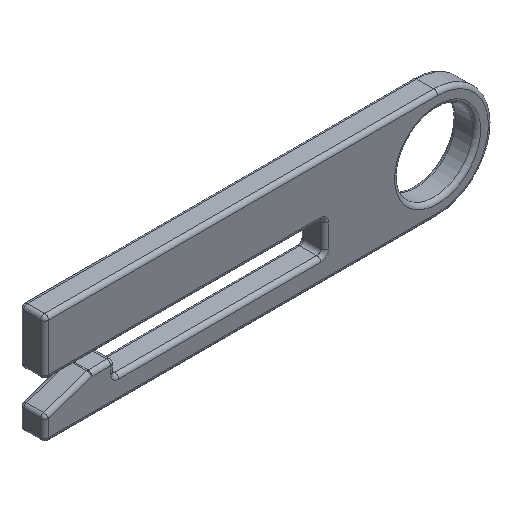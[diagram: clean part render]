
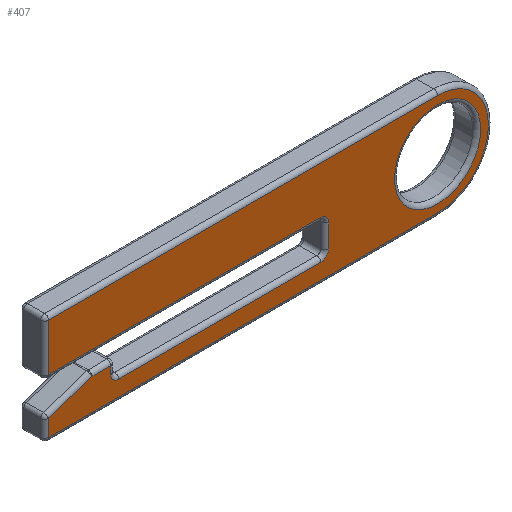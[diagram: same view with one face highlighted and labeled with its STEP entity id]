
A CAD part, isometric view. The second image highlights one B-rep face of the part: STEP entity #407.
In plain terms, the highlighted planar face has unit normal (0, -1, 0).
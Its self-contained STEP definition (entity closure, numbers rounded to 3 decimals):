
#128 = VERTEX_POINT('',#129);
#129 = CARTESIAN_POINT('',(28.,-3.2,10.063));
#136 = EDGE_CURVE('',#128,#137,#139,.T.);
#137 = VERTEX_POINT('',#138);
#138 = CARTESIAN_POINT('',(-22.,-3.2,10.063));
#139 = LINE('',#140,#141);
#140 = CARTESIAN_POINT('',(28.,-3.2,10.063));
#141 = VECTOR('',#142,1.);
#142 = DIRECTION('',(-1.,-0.,0.));
#251 = VERTEX_POINT('',#252);
#252 = CARTESIAN_POINT('',(28.,-3.2,-3.));
#261 = EDGE_CURVE('',#251,#128,#262,.T.);
#262 = CIRCLE('',#263,6.531);
#263 = AXIS2_PLACEMENT_3D('',#264,#265,#266);
#264 = CARTESIAN_POINT('',(28.,-3.2,3.531));
#265 = DIRECTION('',(0.,-1.,0.));
#266 = DIRECTION('',(0.,0.,-1.));
#407 = ADVANCED_FACE('',(#408,#509),#520,.F.);
#408 = FACE_BOUND('',#409,.F.);
#409 = EDGE_LOOP('',(#410,#418,#426,#434,#442,#450,#459,#467,#476,#484,
    #493,#501,#507,#508));
#410 = ORIENTED_EDGE('',*,*,#411,.F.);
#411 = EDGE_CURVE('',#412,#251,#414,.T.);
#412 = VERTEX_POINT('',#413);
#413 = CARTESIAN_POINT('',(-22.,-3.2,-3.));
#414 = LINE('',#415,#416);
#415 = CARTESIAN_POINT('',(-22.5,-3.2,-3.));
#416 = VECTOR('',#417,1.);
#417 = DIRECTION('',(1.,0.,0.));
#418 = ORIENTED_EDGE('',*,*,#419,.F.);
#419 = EDGE_CURVE('',#420,#412,#422,.T.);
#420 = VERTEX_POINT('',#421);
#421 = CARTESIAN_POINT('',(-22.,-3.2,-0.86));
#422 = LINE('',#423,#424);
#423 = CARTESIAN_POINT('',(-22.,-3.2,-0.5));
#424 = VECTOR('',#425,1.);
#425 = DIRECTION('',(0.,0.,-1.));
#426 = ORIENTED_EDGE('',*,*,#427,.F.);
#427 = EDGE_CURVE('',#428,#420,#430,.T.);
#428 = VERTEX_POINT('',#429);
#429 = CARTESIAN_POINT('',(-16.419,-3.2,1.));
#430 = LINE('',#431,#432);
#431 = CARTESIAN_POINT('',(-16.342,-3.2,1.026));
#432 = VECTOR('',#433,1.);
#433 = DIRECTION('',(-0.949,0.,-0.316
    ));
#434 = ORIENTED_EDGE('',*,*,#435,.F.);
#435 = EDGE_CURVE('',#436,#428,#438,.T.);
#436 = VERTEX_POINT('',#437);
#437 = CARTESIAN_POINT('',(-14.,-3.2,1.));
#438 = LINE('',#439,#440);
#439 = CARTESIAN_POINT('',(-13.5,-3.2,1.));
#440 = VECTOR('',#441,1.);
#441 = DIRECTION('',(-1.,-0.,0.));
#442 = ORIENTED_EDGE('',*,*,#443,.F.);
#443 = EDGE_CURVE('',#444,#436,#446,.T.);
#444 = VERTEX_POINT('',#445);
#445 = CARTESIAN_POINT('',(-14.,-3.2,0.));
#446 = LINE('',#447,#448);
#447 = CARTESIAN_POINT('',(-14.,-3.2,-0.5));
#448 = VECTOR('',#449,1.);
#449 = DIRECTION('',(0.,0.,1.));
#450 = ORIENTED_EDGE('',*,*,#451,.F.);
#451 = EDGE_CURVE('',#452,#444,#454,.T.);
#452 = VERTEX_POINT('',#453);
#453 = CARTESIAN_POINT('',(-13.,-3.2,-1.));
#454 = CIRCLE('',#455,1.);
#455 = AXIS2_PLACEMENT_3D('',#456,#457,#458);
#456 = CARTESIAN_POINT('',(-13.,-3.2,0.));
#457 = DIRECTION('',(0.,1.,0.));
#458 = DIRECTION('',(0.,0.,-1.));
#459 = ORIENTED_EDGE('',*,*,#460,.F.);
#460 = EDGE_CURVE('',#461,#452,#463,.T.);
#461 = VERTEX_POINT('',#462);
#462 = CARTESIAN_POINT('',(13.,-3.2,-1.));
#463 = LINE('',#464,#465);
#464 = CARTESIAN_POINT('',(13.5,-3.2,-1.));
#465 = VECTOR('',#466,1.);
#466 = DIRECTION('',(-1.,-0.,0.));
#467 = ORIENTED_EDGE('',*,*,#468,.F.);
#468 = EDGE_CURVE('',#469,#461,#471,.T.);
#469 = VERTEX_POINT('',#470);
#470 = CARTESIAN_POINT('',(14.,-3.2,0.));
#471 = CIRCLE('',#472,1.);
#472 = AXIS2_PLACEMENT_3D('',#473,#474,#475);
#473 = CARTESIAN_POINT('',(13.,-3.2,0.));
#474 = DIRECTION('',(0.,1.,0.));
#475 = DIRECTION('',(1.,0.,0.));
#476 = ORIENTED_EDGE('',*,*,#477,.F.);
#477 = EDGE_CURVE('',#478,#469,#480,.T.);
#478 = VERTEX_POINT('',#479);
#479 = CARTESIAN_POINT('',(14.,-3.2,3.));
#480 = LINE('',#481,#482);
#481 = CARTESIAN_POINT('',(14.,-3.2,3.5));
#482 = VECTOR('',#483,1.);
#483 = DIRECTION('',(0.,0.,-1.));
#484 = ORIENTED_EDGE('',*,*,#485,.F.);
#485 = EDGE_CURVE('',#486,#478,#488,.T.);
#486 = VERTEX_POINT('',#487);
#487 = CARTESIAN_POINT('',(13.,-3.2,4.));
#488 = CIRCLE('',#489,1.);
#489 = AXIS2_PLACEMENT_3D('',#490,#491,#492);
#490 = CARTESIAN_POINT('',(13.,-3.2,3.));
#491 = DIRECTION('',(0.,1.,0.));
#492 = DIRECTION('',(0.,0.,1.));
#493 = ORIENTED_EDGE('',*,*,#494,.F.);
#494 = EDGE_CURVE('',#495,#486,#497,.T.);
#495 = VERTEX_POINT('',#496);
#496 = CARTESIAN_POINT('',(-22.,-3.2,4.));
#497 = LINE('',#498,#499);
#498 = CARTESIAN_POINT('',(-22.5,-3.2,4.));
#499 = VECTOR('',#500,1.);
#500 = DIRECTION('',(1.,0.,0.));
#501 = ORIENTED_EDGE('',*,*,#502,.F.);
#502 = EDGE_CURVE('',#137,#495,#503,.T.);
#503 = LINE('',#504,#505);
#504 = CARTESIAN_POINT('',(-22.,-3.2,10.563));
#505 = VECTOR('',#506,1.);
#506 = DIRECTION('',(0.,0.,-1.));
#507 = ORIENTED_EDGE('',*,*,#136,.F.);
#508 = ORIENTED_EDGE('',*,*,#261,.F.);
#509 = FACE_BOUND('',#510,.F.);
#510 = EDGE_LOOP('',(#511));
#511 = ORIENTED_EDGE('',*,*,#512,.T.);
#512 = EDGE_CURVE('',#513,#513,#515,.T.);
#513 = VERTEX_POINT('',#514);
#514 = CARTESIAN_POINT('',(33.531,-3.2,3.531));
#515 = CIRCLE('',#516,5.531);
#516 = AXIS2_PLACEMENT_3D('',#517,#518,#519);
#517 = CARTESIAN_POINT('',(28.,-3.2,3.531));
#518 = DIRECTION('',(0.,-1.,0.));
#519 = DIRECTION('',(1.,0.,0.));
#520 = PLANE('',#521);
#521 = AXIS2_PLACEMENT_3D('',#522,#523,#524);
#522 = CARTESIAN_POINT('',(4.887,-3.2,2.934));
#523 = DIRECTION('',(0.,1.,0.));
#524 = DIRECTION('',(0.,0.,1.));
